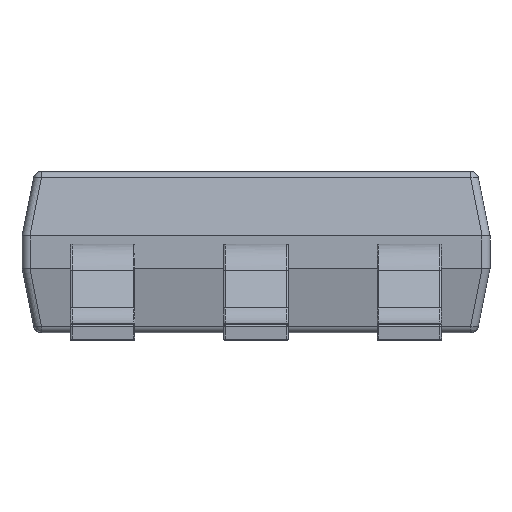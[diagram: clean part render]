
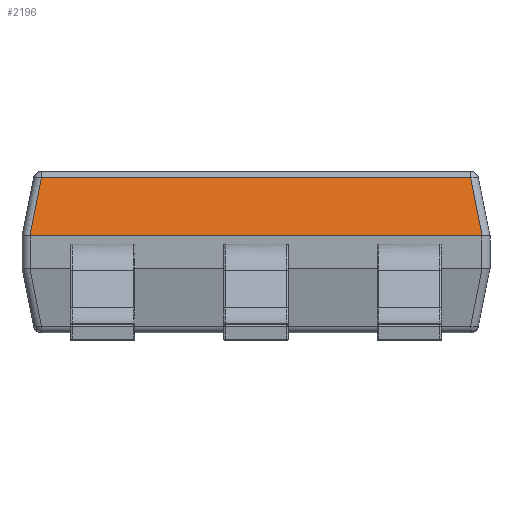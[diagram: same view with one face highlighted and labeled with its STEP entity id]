
A CAD part, left-side view. The second image highlights one B-rep face of the part: STEP entity #2196.
In plain terms, the highlighted free-form (B-spline) face has degree [1, 1] with [2, 2] control points.
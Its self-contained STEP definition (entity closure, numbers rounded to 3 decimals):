
#1898 = EDGE_CURVE('',#1899,#1901,#1903,.T.);
#1899 = VERTEX_POINT('',#1900);
#1900 = CARTESIAN_POINT('',(-0.8,-1.4,0.664));
#1901 = VERTEX_POINT('',#1902);
#1902 = CARTESIAN_POINT('',(-0.8,1.4,0.664));
#1903 = B_SPLINE_CURVE_WITH_KNOTS('',1,(#1904,#1905),.UNSPECIFIED.,.F.,
  .F.,(2,2),(-2.85,-0.05),.PIECEWISE_BEZIER_KNOTS.);
#1904 = CARTESIAN_POINT('',(-0.8,-1.4,0.664));
#1905 = CARTESIAN_POINT('',(-0.8,1.4,0.664));
#2196 = ADVANCED_FACE('',(#2197),#2237,.T.);
#2197 = FACE_BOUND('',#2198,.T.);
#2198 = EDGE_LOOP('',(#2199,#2208,#2215,#2216,#2225,#2232));
#2199 = ORIENTED_EDGE('',*,*,#2200,.T.);
#2200 = EDGE_CURVE('',#2201,#2203,#2205,.T.);
#2201 = VERTEX_POINT('',#2202);
#2202 = CARTESIAN_POINT('',(-0.728,1.329,
    1.024));
#2203 = VERTEX_POINT('',#2204);
#2204 = CARTESIAN_POINT('',(-0.8,1.401,
    0.664));
#2205 = B_SPLINE_CURVE_WITH_KNOTS('',1,(#2206,#2207),.UNSPECIFIED.,.F.,
  .F.,(2,2),(0.296,0.67),.PIECEWISE_BEZIER_KNOTS.);
#2206 = CARTESIAN_POINT('',(-0.728,1.329,
    1.024));
#2207 = CARTESIAN_POINT('',(-0.8,1.401,
    0.664));
#2208 = ORIENTED_EDGE('',*,*,#2209,.T.);
#2209 = EDGE_CURVE('',#2203,#1901,#2210,.T.);
#2210 = ( BOUNDED_CURVE() B_SPLINE_CURVE(3,(#2211,#2212,#2213,#2214),
.UNSPECIFIED.,.F.,.F.) B_SPLINE_CURVE_WITH_KNOTS((4,4),(6.264,
6.283),.PIECEWISE_BEZIER_KNOTS.) CURVE() 
GEOMETRIC_REPRESENTATION_ITEM() RATIONAL_B_SPLINE_CURVE((1.,
1.,1.,1.)) REPRESENTATION_ITEM('') );
#2211 = CARTESIAN_POINT('',(-0.8,1.401,
    0.664));
#2212 = CARTESIAN_POINT('',(-0.8,1.401,
    0.664));
#2213 = CARTESIAN_POINT('',(-0.8,1.4,0.664));
#2214 = CARTESIAN_POINT('',(-0.8,1.4,0.664));
#2215 = ORIENTED_EDGE('',*,*,#1898,.F.);
#2216 = ORIENTED_EDGE('',*,*,#2217,.T.);
#2217 = EDGE_CURVE('',#1899,#2218,#2220,.T.);
#2218 = VERTEX_POINT('',#2219);
#2219 = CARTESIAN_POINT('',(-0.8,-1.401,
    0.664));
#2220 = ( BOUNDED_CURVE() B_SPLINE_CURVE(3,(#2221,#2222,#2223,#2224),
.UNSPECIFIED.,.F.,.F.) B_SPLINE_CURVE_WITH_KNOTS((4,4),(
    0.,0.019),.PIECEWISE_BEZIER_KNOTS.) 
CURVE() GEOMETRIC_REPRESENTATION_ITEM() RATIONAL_B_SPLINE_CURVE((1.,
1.,1.,1.)) REPRESENTATION_ITEM('') );
#2221 = CARTESIAN_POINT('',(-0.8,-1.4,0.664));
#2222 = CARTESIAN_POINT('',(-0.8,-1.4,0.664));
#2223 = CARTESIAN_POINT('',(-0.8,-1.401,
    0.664));
#2224 = CARTESIAN_POINT('',(-0.8,-1.401,
    0.664));
#2225 = ORIENTED_EDGE('',*,*,#2226,.T.);
#2226 = EDGE_CURVE('',#2218,#2227,#2229,.T.);
#2227 = VERTEX_POINT('',#2228);
#2228 = CARTESIAN_POINT('',(-0.728,-1.329,
    1.024));
#2229 = B_SPLINE_CURVE_WITH_KNOTS('',1,(#2230,#2231),.UNSPECIFIED.,.F.,
  .F.,(2,2),(-0.67,-0.296),.PIECEWISE_BEZIER_KNOTS.);
#2230 = CARTESIAN_POINT('',(-0.8,-1.401,
    0.664));
#2231 = CARTESIAN_POINT('',(-0.728,-1.329,
    1.024));
#2232 = ORIENTED_EDGE('',*,*,#2233,.T.);
#2233 = EDGE_CURVE('',#2227,#2201,#2234,.T.);
#2234 = B_SPLINE_CURVE_WITH_KNOTS('',1,(#2235,#2236),.UNSPECIFIED.,.F.,
  .F.,(2,2),(-1.329,1.329),.PIECEWISE_BEZIER_KNOTS.);
#2235 = CARTESIAN_POINT('',(-0.728,-1.329,
    1.024));
#2236 = CARTESIAN_POINT('',(-0.728,1.329,
    1.024));
#2237 = B_SPLINE_SURFACE_WITH_KNOTS('',1,1,(
    (#2238,#2239)
    ,(#2240,#2241
    )),.UNSPECIFIED.,.F.,.F.,.F.,(2,2),(2,2),(-1.401,
    1.401),(0.041,0.408),
  .PIECEWISE_BEZIER_KNOTS.);
#2238 = CARTESIAN_POINT('',(-0.728,-1.401,
    1.024));
#2239 = CARTESIAN_POINT('',(-0.8,-1.401,0.664));
#2240 = CARTESIAN_POINT('',(-0.728,1.401,
    1.024));
#2241 = CARTESIAN_POINT('',(-0.8,1.401,0.664));
